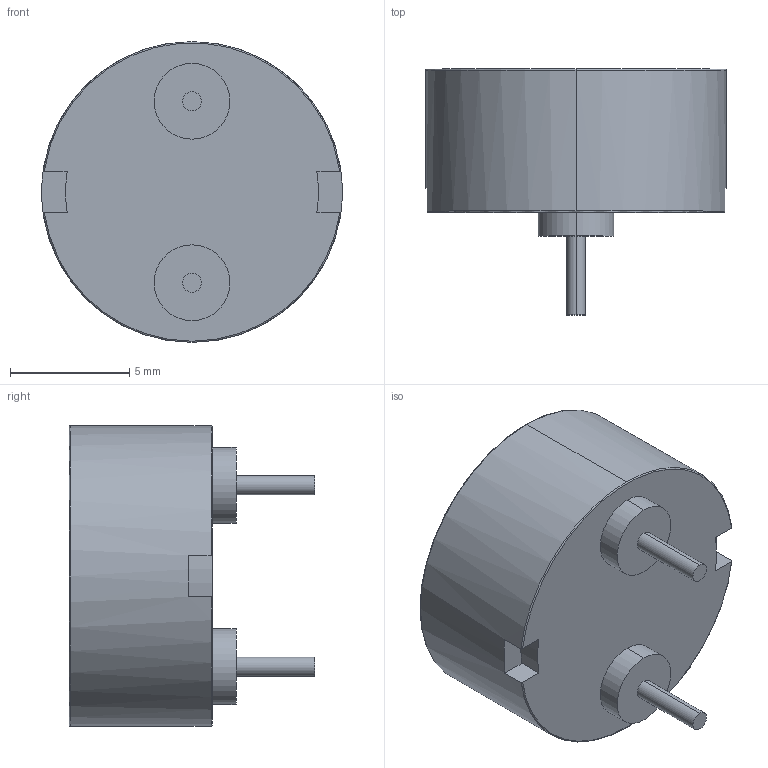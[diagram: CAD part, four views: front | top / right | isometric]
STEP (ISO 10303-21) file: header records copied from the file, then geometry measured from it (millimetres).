
FILE_DESCRIPTION (( 'STEP AP203' ), '1' );
FILE_NAME ('PT-1307.STEP', '2017-03-21T18:49:45', ( 'Gem' ), ( '' ), 'SwSTEP 2.0', 'SolidWorks 2013', '' );
FILE_SCHEMA (( 'CONFIG_CONTROL_DESIGN' ));
Length unit declared in the file: millimetre
Products named in the file (1): PT-1307
Bounding box: 12.6 x 10.3 x 12.6 mm (x, y, z)
Volume: 759.3 mm3; surface area: 544 mm2
Topology: 4 solids, 5 shells, 52 faces, 114 edges, 75 vertices
Faces by surface type: plane 31, cylinder 16, torus 5
Entity records: 1570 total; most frequent: CARTESIAN_POINT 311, DIRECTION 260, ORIENTED_EDGE 228, EDGE_CURVE 114, AXIS2_PLACEMENT_3D 97, VERTEX_POINT 75, VECTOR 66, LINE 66
